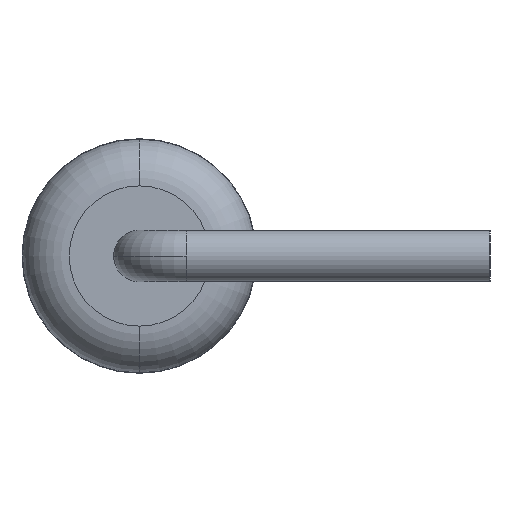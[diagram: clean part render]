
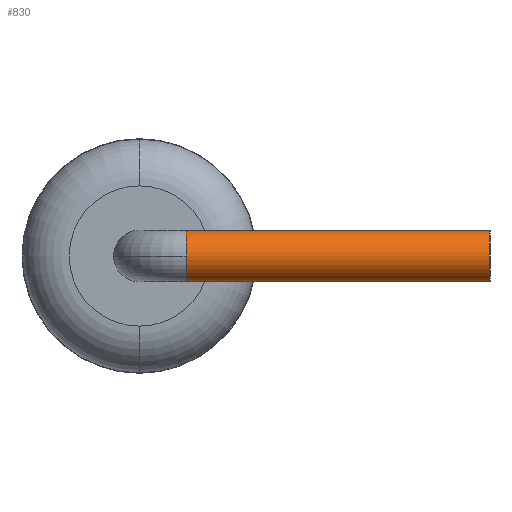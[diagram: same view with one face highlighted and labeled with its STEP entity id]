
A CAD part, left-side view. The second image highlights one B-rep face of the part: STEP entity #830.
In plain terms, the highlighted cylindrical face has radius 0.275 mm (diameter 0.55 mm), a partial arc.
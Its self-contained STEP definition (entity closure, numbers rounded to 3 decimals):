
#8 = DIRECTION ( 'NONE',  ( 0., 0., 1. ) ) ;
#15 = EDGE_CURVE ( 'NONE', #1079, #861, #1175, .T. ) ;
#40 = VERTEX_POINT ( 'NONE', #358 ) ;
#82 = DIRECTION ( 'NONE',  ( 0., -1., 0. ) ) ;
#94 = ORIENTED_EDGE ( 'NONE', *, *, #202, .T. ) ;
#111 = AXIS2_PLACEMENT_3D ( 'NONE', #1119, #581, #8 ) ;
#202 = EDGE_CURVE ( 'NONE', #40, #637, #969, .T. ) ;
#211 = VECTOR ( 'NONE', #82, 1000. ) ;
#256 = CARTESIAN_POINT ( 'NONE',  ( -7.62, -2., 0. ) ) ;
#285 = DIRECTION ( 'NONE',  ( 0., -1., 0. ) ) ;
#304 = CARTESIAN_POINT ( 'NONE',  ( -7.62, 1.25, 0. ) ) ;
#357 = DIRECTION ( 'NONE',  ( 0., 0., 1. ) ) ;
#358 = CARTESIAN_POINT ( 'NONE',  ( -7.62, 1.25, -0.275 ) ) ;
#365 = CARTESIAN_POINT ( 'NONE',  ( -7.62, -2., -0.275 ) ) ;
#395 = EDGE_LOOP ( 'NONE', ( #658, #599, #584, #94, #653 ) ) ;
#425 = CIRCLE ( 'NONE', #996, 0.275 ) ;
#457 = CARTESIAN_POINT ( 'NONE',  ( -7.62, -2., 0.275 ) ) ;
#475 = DIRECTION ( 'NONE',  ( 0., 0., 1. ) ) ;
#510 = DIRECTION ( 'NONE',  ( 0., -1., 0. ) ) ;
#513 = FACE_OUTER_BOUND ( 'NONE', #395, .T. ) ;
#581 = DIRECTION ( 'NONE',  ( 0., 1., 0. ) ) ;
#584 = ORIENTED_EDGE ( 'NONE', *, *, #997, .F. ) ;
#589 = DIRECTION ( 'NONE',  ( 0., 1., 0. ) ) ;
#599 = ORIENTED_EDGE ( 'NONE', *, *, #707, .F. ) ;
#602 = CARTESIAN_POINT ( 'NONE',  ( -7.62, 1.25, 0. ) ) ;
#637 = VERTEX_POINT ( 'NONE', #365 ) ;
#642 = VERTEX_POINT ( 'NONE', #1008 ) ;
#653 = ORIENTED_EDGE ( 'NONE', *, *, #900, .T. ) ;
#658 = ORIENTED_EDGE ( 'NONE', *, *, #15, .F. ) ;
#681 = CARTESIAN_POINT ( 'NONE',  ( -7.62, 1.25, -0.275 ) ) ;
#704 = CIRCLE ( 'NONE', #111, 0.275 ) ;
#707 = EDGE_CURVE ( 'NONE', #642, #1079, #425, .T. ) ;
#717 = CARTESIAN_POINT ( 'NONE',  ( -7.62, 1.25, 0.275 ) ) ;
#742 = DIRECTION ( 'NONE',  ( 0., 1., 0. ) ) ;
#830 = ADVANCED_FACE ( 'NONE', ( #513 ), #994, .T. ) ;
#861 = VERTEX_POINT ( 'NONE', #457 ) ;
#882 = VECTOR ( 'NONE', #285, 1000. ) ;
#887 = AXIS2_PLACEMENT_3D ( 'NONE', #256, #742, #357 ) ;
#900 = EDGE_CURVE ( 'NONE', #637, #861, #938, .T. ) ;
#938 = CIRCLE ( 'NONE', #887, 0.275 ) ;
#969 = LINE ( 'NONE', #681, #882 ) ;
#994 = CYLINDRICAL_SURFACE ( 'NONE', #1130, 0.275 ) ;
#996 = AXIS2_PLACEMENT_3D ( 'NONE', #304, #589, #475 ) ;
#997 = EDGE_CURVE ( 'NONE', #40, #642, #704, .T. ) ;
#1008 = CARTESIAN_POINT ( 'NONE',  ( -7.895, 1.25, 0. ) ) ;
#1079 = VERTEX_POINT ( 'NONE', #717 ) ;
#1119 = CARTESIAN_POINT ( 'NONE',  ( -7.62, 1.25, 0. ) ) ;
#1130 = AXIS2_PLACEMENT_3D ( 'NONE', #602, #510, #1146 ) ;
#1146 = DIRECTION ( 'NONE',  ( 0., 0., -1. ) ) ;
#1175 = LINE ( 'NONE', #1185, #211 ) ;
#1185 = CARTESIAN_POINT ( 'NONE',  ( -7.62, 1.25, 0.275 ) ) ;
